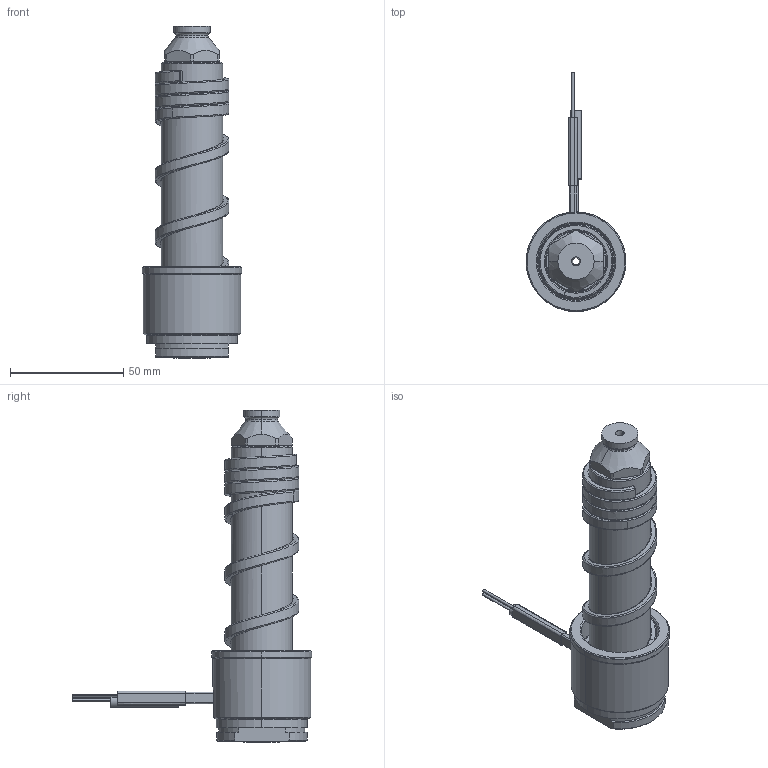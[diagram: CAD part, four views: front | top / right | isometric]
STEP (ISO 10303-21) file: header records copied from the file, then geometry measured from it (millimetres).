
FILE_DESCRIPTION((''),'2;1');
FILE_NAME('EL-146-APO-N','2014-02-17T',('Íàòàëüÿ'),('IMID'),'PRO/ENGINEER BY PARAMETRIC TECHNOLOGY CORPORATION, 2010480','PRO/ENGINEER BY PARAMETRIC TECHNOLOGY CORPORATION, 2010480','');
FILE_SCHEMA(('CONFIG_CONTROL_DESIGN'));
Length unit declared in the file: millimetre
Products named in the file (1): EL-146-APO-N
Bounding box: 44 x 105.5 x 146.3 mm (x, y, z)
Volume: 104075.1 mm3; surface area: 41832.6 mm2
Topology: 1 solids, 8 shells, 292 faces, 714 edges, 421 vertices
Faces by surface type: cylinder 92, bspline 53, cone 52, plane 49, torus 27, revolution 9, extrusion 8, sphere 2
Entity records: 16428 total; most frequent: CARTESIAN_POINT 9857, ORIENTED_EDGE 1388, DIRECTION 1296, EDGE_CURVE 706, AXIS2_PLACEMENT_3D 515, VERTEX_POINT 421, EDGE_LOOP 313, FACE_OUTER_BOUND 292
